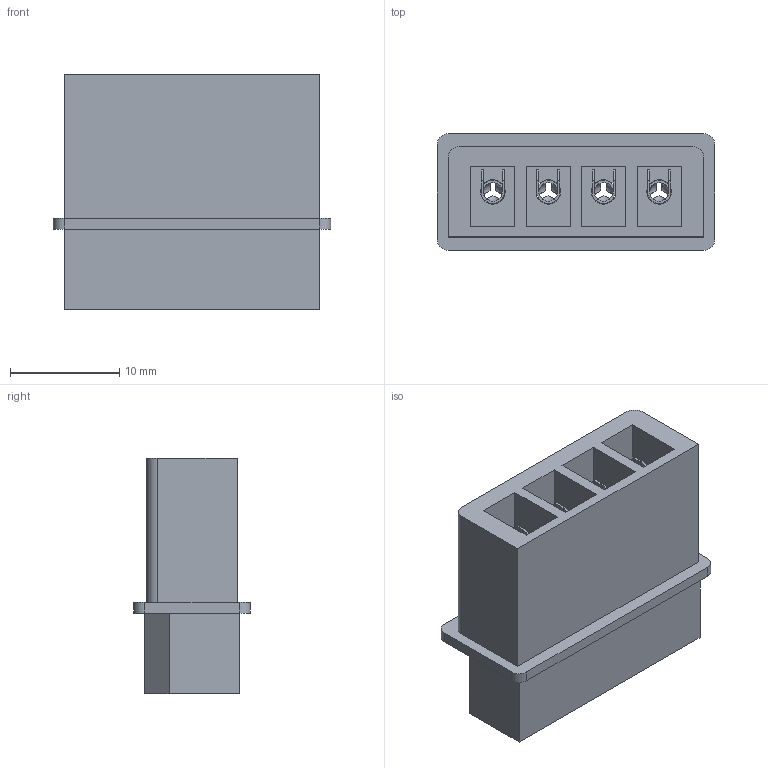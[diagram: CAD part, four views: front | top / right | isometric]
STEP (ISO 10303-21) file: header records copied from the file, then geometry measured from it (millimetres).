
FILE_DESCRIPTION (( 'STEP AP203' ), '1' );
FILE_NAME ('connector.STEP', '2013-03-22T21:21:19', ( '' ), ( '' ), 'SwSTEP 2.0', 'SolidWorks 2012', '' );
FILE_SCHEMA (( 'CONFIG_CONTROL_DESIGN' ));
Length unit declared in the file: millimetre
Products named in the file (3): connector; crimp; molex_male_4pin
Assembly tree (5 placements, depth 2):
  connector
    molex_male_4pin
    crimp  x4
Bounding box: 25.44 x 10.7 x 21.59 mm (x, y, z)
Volume: 2530.1 mm3; surface area: 4061.2 mm2
Topology: 5 solids, 5 shells, 271 faces, 698 edges, 440 vertices
Faces by surface type: plane 185, cylinder 34, bspline 28, sphere 24
Entity records: 4413 total; most frequent: CARTESIAN_POINT 1064, DIRECTION 611, ORIENTED_EDGE 610, EDGE_CURVE 305, LINE 215, VECTOR 215, AXIS2_PLACEMENT_3D 198, VERTEX_POINT 197
